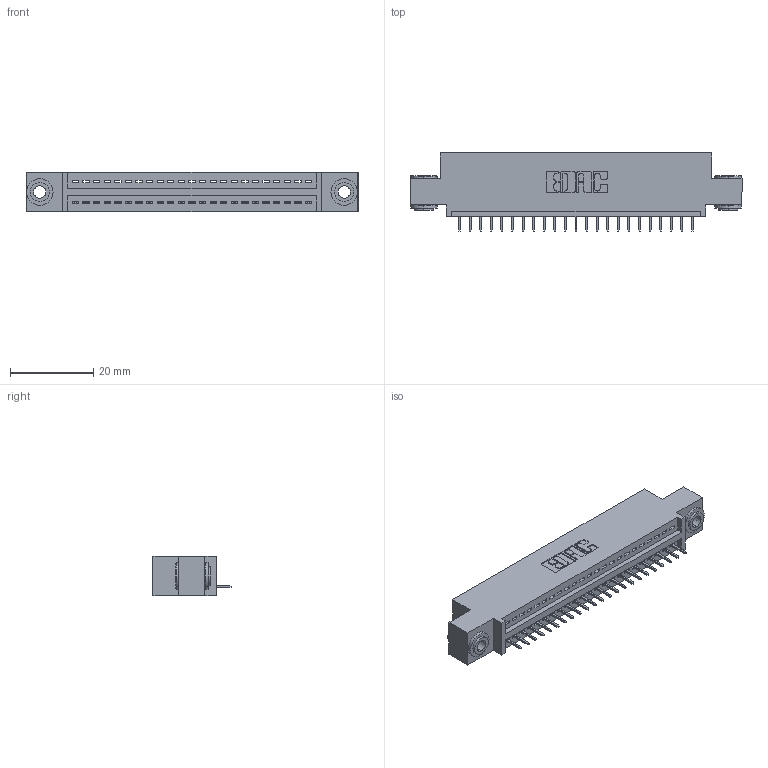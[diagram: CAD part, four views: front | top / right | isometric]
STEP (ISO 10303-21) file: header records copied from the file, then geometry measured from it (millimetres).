
FILE_DESCRIPTION (( 'STEP AP203' ), '1' );
FILE_NAME ('895-023-525-403.STEP', '2020-09-25T12:35:35', ( '' ), ( '' ), 'SwSTEP 2.0', 'SolidWorks 2020', '' );
FILE_SCHEMA (( 'CONFIG_CONTROL_DESIGN' ));
Length unit declared in the file: inch
Products named in the file (4): 895-023-525-403; 845 Part_0.110 Offset - 0.156 Dia-TH; 345-250-002_345-250-002-102; 345-292-001_345-293-125
Assembly tree (26 placements, depth 2):
  895-023-525-403
    845 Part_0.110 Offset - 0.156 Dia-TH
    345-292-001_345-293-125  x23
    345-250-002_345-250-002-102  x2
Bounding box: 79.63 x 18.72 x 9.4 mm (x, y, z)
Volume: 7259.7 mm3; surface area: 9372.5 mm2
Topology: 26 solids, 26 shells, 1594 faces, 4569 edges, 2950 vertices
Faces by surface type: plane 1152, cylinder 434, cone 8
Entity records: 20724 total; most frequent: CARTESIAN_POINT 3568, ORIENTED_EDGE 3518, DIRECTION 3175, EDGE_CURVE 1759, LINE 1515, VECTOR 1515, VERTEX_POINT 1166, AXIS2_PLACEMENT_3D 830
